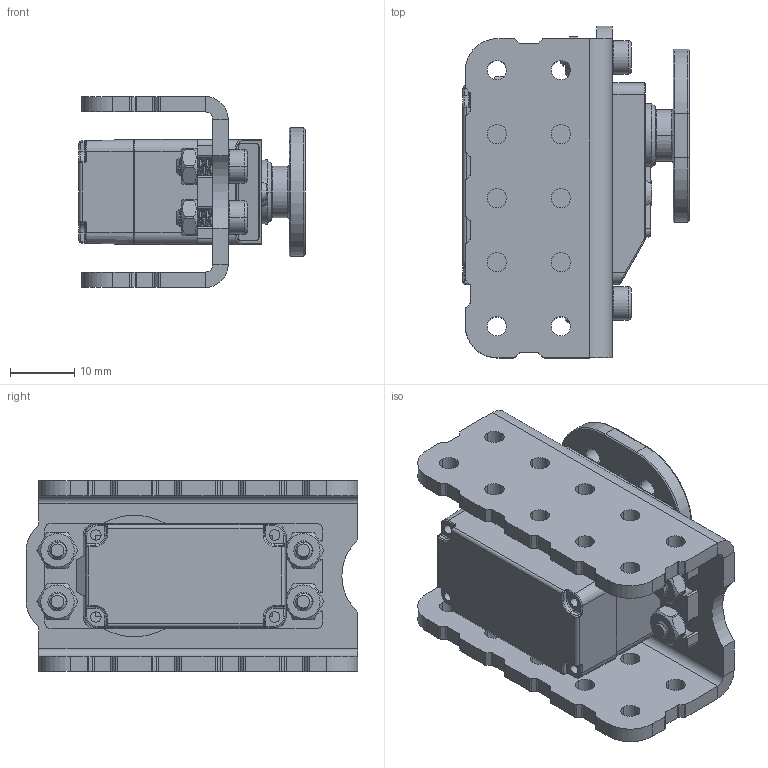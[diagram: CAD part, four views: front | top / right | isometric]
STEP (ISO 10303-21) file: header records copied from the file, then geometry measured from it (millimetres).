
FILE_DESCRIPTION((''),'2;1');
FILE_NAME('RE_D_ROT_ASM','2010-03-02T',('jade'),(''),'PRO/ENGINEER BY PARAMETRIC TECHNOLOGY CORPORATION, 2007160','PRO/ENGINEER BY PARAMETRIC TECHNOLOGY CORPORATION, 2007160','');
FILE_SCHEMA(('CONFIG_CONTROL_DESIGN'));
Length unit declared in the file: millimetre
Products named in the file (8): SERVO_UP; SERVO_OUTPUT; MIR_SERVO; SCREW_F308; NUTS_03; SCREW_208; SERVO_DOWN01; RE_D_ROT_ASM
Assembly tree (13 placements, depth 2):
  RE_D_ROT_ASM
    SERVO_UP
    SERVO_OUTPUT
    MIR_SERVO
    SCREW_F308  x4
    NUTS_03  x4
    SCREW_208
    SERVO_DOWN01
Bounding box: 35.3 x 51.8 x 29.8 mm (x, y, z)
Volume: 14141.5 mm3; surface area: 16600.5 mm2
Topology: 13 solids, 13 shells, 1095 faces, 2905 edges, 1854 vertices
Faces by surface type: plane 439, cylinder 411, cone 87, torus 80, bspline 74, sphere 4
Entity records: 36218 total; most frequent: CARTESIAN_POINT 14808, ORIENTED_EDGE 4544, DIRECTION 4314, EDGE_CURVE 2272, AXIS2_PLACEMENT_3D 1508, VERTEX_POINT 1446, VECTOR 1298, LINE 1298
